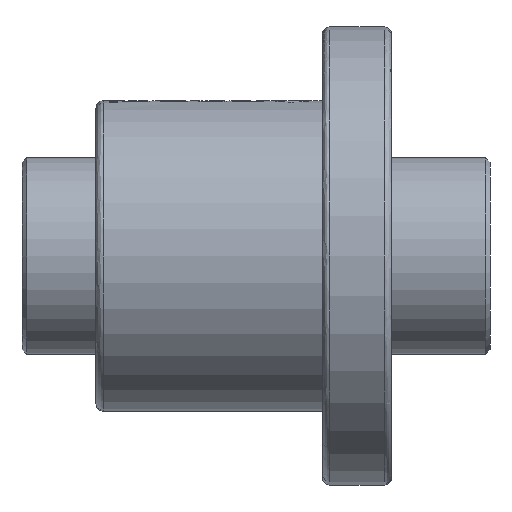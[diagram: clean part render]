
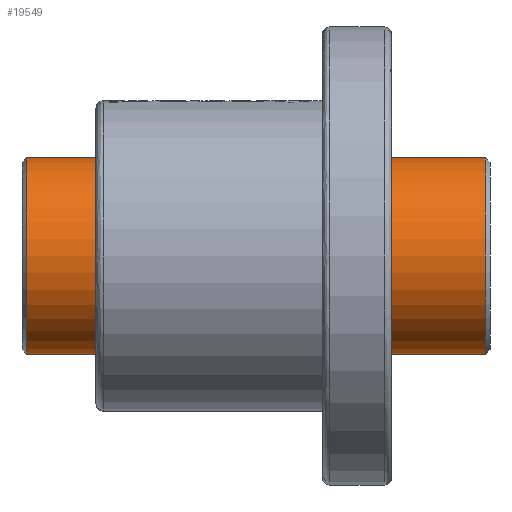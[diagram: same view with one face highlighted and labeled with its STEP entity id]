
A CAD part, front view. The second image highlights one B-rep face of the part: STEP entity #19549.
In plain terms, the highlighted cylindrical face has radius 20 mm (diameter 40 mm), a partial arc.
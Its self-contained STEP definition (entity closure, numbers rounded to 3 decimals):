
#513 = CYLINDRICAL_SURFACE ( 'NONE', #16846, 20. ) ;
#1221 = ORIENTED_EDGE ( 'NONE', *, *, #22826, .F. ) ;
#2315 = ORIENTED_EDGE ( 'NONE', *, *, #8662, .T. ) ;
#3287 = DIRECTION ( 'NONE',  ( 1., 0., 0. ) ) ;
#3934 = LINE ( 'NONE', #12558, #23751 ) ;
#5209 = CIRCLE ( 'NONE', #19353, 20. ) ;
#5828 = DIRECTION ( 'NONE',  ( 1., 0., 0. ) ) ;
#6306 = VECTOR ( 'NONE', #8095, 1000. ) ;
#7640 = CARTESIAN_POINT ( 'NONE',  ( -1., 0., 0. ) ) ;
#8095 = DIRECTION ( 'NONE',  ( 1., 0., 0. ) ) ;
#8587 = CARTESIAN_POINT ( 'NONE',  ( -94., 0., 0. ) ) ;
#8662 = EDGE_CURVE ( 'NONE', #18650, #22020, #5209, .T. ) ;
#9282 = LINE ( 'NONE', #15126, #6306 ) ;
#9443 = DIRECTION ( 'NONE',  ( 0., 0., -1. ) ) ;
#11467 = CARTESIAN_POINT ( 'NONE',  ( -95., 0., 0. ) ) ;
#11765 = VERTEX_POINT ( 'NONE', #12377 ) ;
#11794 = DIRECTION ( 'NONE',  ( 1., 0., 0. ) ) ;
#12057 = CARTESIAN_POINT ( 'NONE',  ( -1., 0., 20. ) ) ;
#12377 = CARTESIAN_POINT ( 'NONE',  ( -94., 0., -20. ) ) ;
#12558 = CARTESIAN_POINT ( 'NONE',  ( -95., 0., -20. ) ) ;
#15126 = CARTESIAN_POINT ( 'NONE',  ( -95., 0., 20. ) ) ;
#15574 = FACE_OUTER_BOUND ( 'NONE', #18531, .T. ) ;
#16846 = AXIS2_PLACEMENT_3D ( 'NONE', #11467, #5828, #19061 ) ;
#17147 = VERTEX_POINT ( 'NONE', #20272 ) ;
#17572 = EDGE_CURVE ( 'NONE', #17147, #11765, #21901, .T. ) ;
#18531 = EDGE_LOOP ( 'NONE', ( #1221, #18569, #21448, #2315 ) ) ;
#18569 = ORIENTED_EDGE ( 'NONE', *, *, #17572, .T. ) ;
#18650 = VERTEX_POINT ( 'NONE', #21511 ) ;
#19061 = DIRECTION ( 'NONE',  ( 0., 0., -1. ) ) ;
#19213 = DIRECTION ( 'NONE',  ( 0., 0., -1. ) ) ;
#19353 = AXIS2_PLACEMENT_3D ( 'NONE', #7640, #24377, #9443 ) ;
#19549 = ADVANCED_FACE ( 'NONE', ( #15574 ), #513, .T. ) ;
#20272 = CARTESIAN_POINT ( 'NONE',  ( -94., 0., 20. ) ) ;
#20284 = AXIS2_PLACEMENT_3D ( 'NONE', #8587, #11794, #19213 ) ;
#21448 = ORIENTED_EDGE ( 'NONE', *, *, #23056, .T. ) ;
#21511 = CARTESIAN_POINT ( 'NONE',  ( -1., 0., -20. ) ) ;
#21901 = CIRCLE ( 'NONE', #20284, 20. ) ;
#22020 = VERTEX_POINT ( 'NONE', #12057 ) ;
#22826 = EDGE_CURVE ( 'NONE', #17147, #22020, #9282, .T. ) ;
#23056 = EDGE_CURVE ( 'NONE', #11765, #18650, #3934, .T. ) ;
#23751 = VECTOR ( 'NONE', #3287, 1000. ) ;
#24377 = DIRECTION ( 'NONE',  ( -1., 0., 0. ) ) ;
